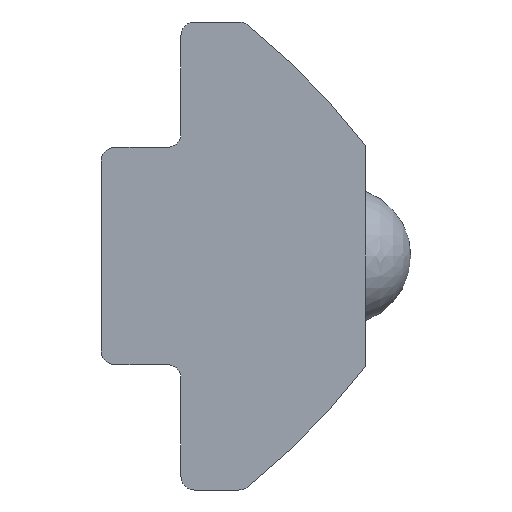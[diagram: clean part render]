
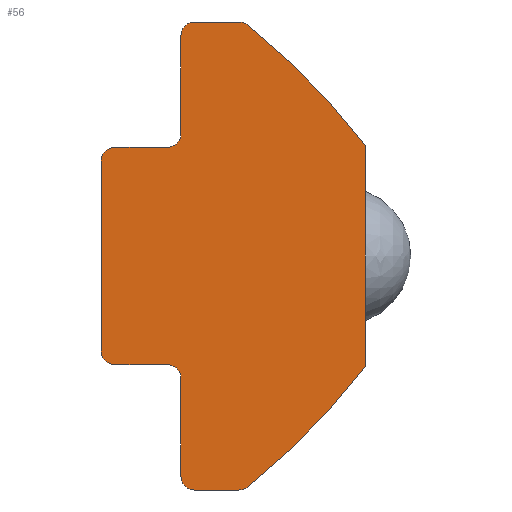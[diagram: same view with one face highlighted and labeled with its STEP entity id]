
A CAD part, left-side view. The second image highlights one B-rep face of the part: STEP entity #56.
In plain terms, the highlighted planar face has unit normal (-1, 0, 0).
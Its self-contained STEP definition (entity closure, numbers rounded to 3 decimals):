
#56 = ADVANCED_FACE( '', ( #126 ), #127, .F. );
#126 = FACE_OUTER_BOUND( '', #212, .T. );
#127 = PLANE( '', #213 );
#212 = EDGE_LOOP( '', ( #309, #310, #311, #312, #313, #314, #315, #316, #317, #318, #319, #320, #321, #322, #323, #324, #325, #326 ) );
#213 = AXIS2_PLACEMENT_3D( '', #327, #328, #329 );
#309 = ORIENTED_EDGE( '', *, *, #512, .F. );
#310 = ORIENTED_EDGE( '', *, *, #513, .F. );
#311 = ORIENTED_EDGE( '', *, *, #499, .T. );
#312 = ORIENTED_EDGE( '', *, *, #514, .F. );
#313 = ORIENTED_EDGE( '', *, *, #515, .F. );
#314 = ORIENTED_EDGE( '', *, *, #516, .F. );
#315 = ORIENTED_EDGE( '', *, *, #494, .F. );
#316 = ORIENTED_EDGE( '', *, *, #517, .F. );
#317 = ORIENTED_EDGE( '', *, *, #507, .T. );
#318 = ORIENTED_EDGE( '', *, *, #518, .F. );
#319 = ORIENTED_EDGE( '', *, *, #519, .F. );
#320 = ORIENTED_EDGE( '', *, *, #520, .F. );
#321 = ORIENTED_EDGE( '', *, *, #521, .F. );
#322 = ORIENTED_EDGE( '', *, *, #522, .F. );
#323 = ORIENTED_EDGE( '', *, *, #523, .F. );
#324 = ORIENTED_EDGE( '', *, *, #524, .F. );
#325 = ORIENTED_EDGE( '', *, *, #525, .F. );
#326 = ORIENTED_EDGE( '', *, *, #526, .F. );
#327 = CARTESIAN_POINT( '', ( 0., 6.2, 8. ) );
#328 = DIRECTION( '', ( 1., 0., 0. ) );
#329 = DIRECTION( '', ( 0., 0., -1. ) );
#494 = EDGE_CURVE( '', #578, #579, #580, .T. );
#499 = EDGE_CURVE( '', #587, #588, #589, .T. );
#507 = EDGE_CURVE( '', #601, #602, #603, .T. );
#512 = EDGE_CURVE( '', #610, #611, #612, .T. );
#513 = EDGE_CURVE( '', #587, #610, #613, .T. );
#514 = EDGE_CURVE( '', #614, #588, #615, .T. );
#515 = EDGE_CURVE( '', #616, #614, #617, .T. );
#516 = EDGE_CURVE( '', #579, #616, #618, .T. );
#517 = EDGE_CURVE( '', #601, #578, #619, .T. );
#518 = EDGE_CURVE( '', #620, #602, #621, .T. );
#519 = EDGE_CURVE( '', #622, #620, #623, .T. );
#520 = EDGE_CURVE( '', #624, #622, #625, .T. );
#521 = EDGE_CURVE( '', #626, #624, #627, .T. );
#522 = EDGE_CURVE( '', #628, #626, #629, .T. );
#523 = EDGE_CURVE( '', #630, #628, #631, .T. );
#524 = EDGE_CURVE( '', #632, #630, #633, .T. );
#525 = EDGE_CURVE( '', #634, #632, #635, .T. );
#526 = EDGE_CURVE( '', #611, #634, #636, .T. );
#578 = VERTEX_POINT( '', #702 );
#579 = VERTEX_POINT( '', #703 );
#580 = CIRCLE( '', #704, 0.5 );
#587 = VERTEX_POINT( '', #713 );
#588 = VERTEX_POINT( '', #714 );
#589 = CIRCLE( '', #715, 0.5 );
#601 = VERTEX_POINT( '', #729 );
#602 = VERTEX_POINT( '', #730 );
#603 = CIRCLE( '', #731, 0.5 );
#610 = VERTEX_POINT( '', #740 );
#611 = VERTEX_POINT( '', #741 );
#612 = CIRCLE( '', #742, 0.5 );
#613 = LINE( '', #743, #744 );
#614 = VERTEX_POINT( '', #745 );
#615 = LINE( '', #746, #747 );
#616 = VERTEX_POINT( '', #748 );
#617 = CIRCLE( '', #749, 0.5 );
#618 = LINE( '', #750, #751 );
#619 = LINE( '', #752, #753 );
#620 = VERTEX_POINT( '', #754 );
#621 = LINE( '', #755, #756 );
#622 = VERTEX_POINT( '', #757 );
#623 = CIRCLE( '', #758, 0.5 );
#624 = VERTEX_POINT( '', #759 );
#625 = LINE( '', #760, #761 );
#626 = VERTEX_POINT( '', #762 );
#627 = CIRCLE( '', #763, 0.5 );
#628 = VERTEX_POINT( '', #764 );
#629 = CIRCLE( '', #765, 24.5 );
#630 = VERTEX_POINT( '', #766 );
#631 = LINE( '', #767, #768 );
#632 = VERTEX_POINT( '', #769 );
#633 = CIRCLE( '', #770, 24.5 );
#634 = VERTEX_POINT( '', #771 );
#635 = CIRCLE( '', #772, 0.5 );
#636 = LINE( '', #773, #774 );
#702 = CARTESIAN_POINT( '', ( 0., 9.1, -3.95 ) );
#703 = CARTESIAN_POINT( '', ( 0., 9.6, -3.45 ) );
#704 = AXIS2_PLACEMENT_3D( '', #859, #860, #861 );
#713 = CARTESIAN_POINT( '', ( 0., 6.7, 4.45 ) );
#714 = CARTESIAN_POINT( '', ( 0., 7.2, 3.95 ) );
#715 = AXIS2_PLACEMENT_3D( '', #867, #868, #869 );
#729 = CARTESIAN_POINT( '', ( 0., 7.2, -3.95 ) );
#730 = CARTESIAN_POINT( '', ( 0., 6.7, -4.45 ) );
#731 = AXIS2_PLACEMENT_3D( '', #881, #882, #883 );
#740 = CARTESIAN_POINT( '', ( 0., 6.7, 8. ) );
#741 = CARTESIAN_POINT( '', ( 0., 6.2, 8.5 ) );
#742 = AXIS2_PLACEMENT_3D( '', #889, #890, #891 );
#743 = CARTESIAN_POINT( '', ( 0., 6.7, 4.45 ) );
#744 = VECTOR( '', #892, 1000. );
#745 = CARTESIAN_POINT( '', ( 0., 9.1, 3.95 ) );
#746 = CARTESIAN_POINT( '', ( 0., 9.1, 3.95 ) );
#747 = VECTOR( '', #893, 1000. );
#748 = CARTESIAN_POINT( '', ( 0., 9.6, 3.45 ) );
#749 = AXIS2_PLACEMENT_3D( '', #894, #895, #896 );
#750 = CARTESIAN_POINT( '', ( 0., 9.6, -3.45 ) );
#751 = VECTOR( '', #897, 1000. );
#752 = CARTESIAN_POINT( '', ( 0., 7.2, -3.95 ) );
#753 = VECTOR( '', #898, 1000. );
#754 = CARTESIAN_POINT( '', ( 0., 6.7, -8. ) );
#755 = CARTESIAN_POINT( '', ( 0., 6.7, -8. ) );
#756 = VECTOR( '', #899, 1000. );
#757 = CARTESIAN_POINT( '', ( 0., 6.2, -8.5 ) );
#758 = AXIS2_PLACEMENT_3D( '', #900, #901, #902 );
#759 = CARTESIAN_POINT( '', ( 0., 4.6, -8.5 ) );
#760 = CARTESIAN_POINT( '', ( 0., 4.6, -8.5 ) );
#761 = VECTOR( '', #903, 1000. );
#762 = CARTESIAN_POINT( '', ( 0., 4.3, -8.4 ) );
#763 = AXIS2_PLACEMENT_3D( '', #904, #905, #906 );
#764 = CARTESIAN_POINT( '', ( 0., 0., -4. ) );
#765 = AXIS2_PLACEMENT_3D( '', #907, #908, #909 );
#766 = CARTESIAN_POINT( '', ( 0., 0., 4. ) );
#767 = CARTESIAN_POINT( '', ( 0., 0., 4. ) );
#768 = VECTOR( '', #910, 1000. );
#769 = CARTESIAN_POINT( '', ( 0., 4.3, 8.4 ) );
#770 = AXIS2_PLACEMENT_3D( '', #911, #912, #913 );
#771 = CARTESIAN_POINT( '', ( 0., 4.6, 8.5 ) );
#772 = AXIS2_PLACEMENT_3D( '', #914, #915, #916 );
#773 = CARTESIAN_POINT( '', ( 0., 6.2, 8.5 ) );
#774 = VECTOR( '', #917, 1000. );
#859 = CARTESIAN_POINT( '', ( 0., 9.1, -3.45 ) );
#860 = DIRECTION( '', ( 1., 0., 0. ) );
#861 = DIRECTION( '', ( 0., 0., -1. ) );
#867 = CARTESIAN_POINT( '', ( 0., 7.2, 4.45 ) );
#868 = DIRECTION( '', ( 1., 0., 0. ) );
#869 = DIRECTION( '', ( 0., 0., -1. ) );
#881 = CARTESIAN_POINT( '', ( 0., 7.2, -4.45 ) );
#882 = DIRECTION( '', ( 1., 0., 0. ) );
#883 = DIRECTION( '', ( 0., 0., -1. ) );
#889 = CARTESIAN_POINT( '', ( 0., 6.2, 8. ) );
#890 = DIRECTION( '', ( 1., 0., 0. ) );
#891 = DIRECTION( '', ( 0., 0., -1. ) );
#892 = DIRECTION( '', ( 0., 0., 1. ) );
#893 = DIRECTION( '', ( 0., -1., 0. ) );
#894 = CARTESIAN_POINT( '', ( 0., 9.1, 3.45 ) );
#895 = DIRECTION( '', ( 1., 0., 0. ) );
#896 = DIRECTION( '', ( 0., 0., -1. ) );
#897 = DIRECTION( '', ( 0., 0., 1. ) );
#898 = DIRECTION( '', ( 0., 1., 0. ) );
#899 = DIRECTION( '', ( 0., 0., 1. ) );
#900 = CARTESIAN_POINT( '', ( 0., 6.2, -8. ) );
#901 = DIRECTION( '', ( 1., 0., 0. ) );
#902 = DIRECTION( '', ( 0., 0., -1. ) );
#903 = DIRECTION( '', ( 0., 1., 0. ) );
#904 = CARTESIAN_POINT( '', ( 0., 4.6, -8. ) );
#905 = DIRECTION( '', ( 1., 0., 0. ) );
#906 = DIRECTION( '', ( 0., 0., -1. ) );
#907 = CARTESIAN_POINT( '', ( 0., 19.533, 10.788 ) );
#908 = DIRECTION( '', ( 1., 0., 0. ) );
#909 = DIRECTION( '', ( 0., 0., -1. ) );
#910 = DIRECTION( '', ( 0., 0., -1. ) );
#911 = CARTESIAN_POINT( '', ( 0., 19.533, -10.788 ) );
#912 = DIRECTION( '', ( 1., 0., 0. ) );
#913 = DIRECTION( '', ( 0., 0., -1. ) );
#914 = CARTESIAN_POINT( '', ( 0., 4.6, 8. ) );
#915 = DIRECTION( '', ( 1., 0., 0. ) );
#916 = DIRECTION( '', ( 0., 0., -1. ) );
#917 = DIRECTION( '', ( 0., -1., 0. ) );
